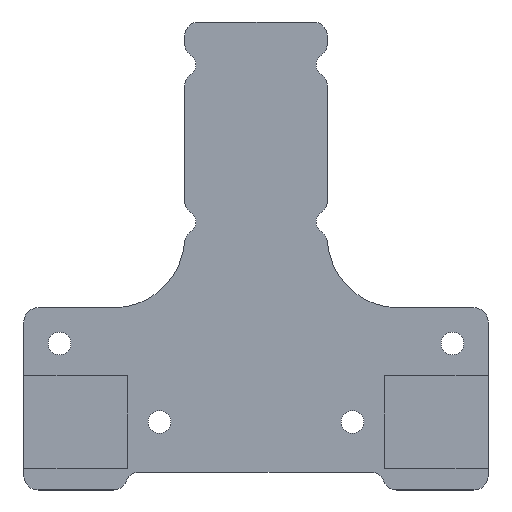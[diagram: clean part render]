
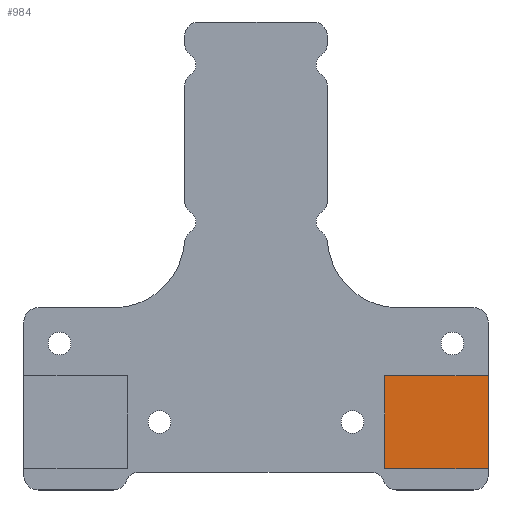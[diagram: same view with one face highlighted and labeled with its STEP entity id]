
A CAD part, top view. The second image highlights one B-rep face of the part: STEP entity #984.
In plain terms, the highlighted planar face has unit normal (0, 0, 1).
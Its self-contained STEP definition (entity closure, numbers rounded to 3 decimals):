
#40=PLANE('',#1104);
#88=FACE_OUTER_BOUND('',#146,.T.);
#146=EDGE_LOOP('',(#885,#886,#887,#888));
#223=LINE('',#1668,#311);
#230=LINE('',#1681,#318);
#232=LINE('',#1685,#320);
#233=LINE('',#1687,#321);
#311=VECTOR('',#1371,10.);
#318=VECTOR('',#1384,10.);
#320=VECTOR('',#1388,10.);
#321=VECTOR('',#1391,10.);
#473=VERTEX_POINT('',#1665);
#474=VERTEX_POINT('',#1667);
#477=VERTEX_POINT('',#1679);
#478=VERTEX_POINT('',#1683);
#607=EDGE_CURVE('',#473,#474,#223,.T.);
#614=EDGE_CURVE('',#477,#473,#230,.T.);
#616=EDGE_CURVE('',#478,#477,#232,.T.);
#617=EDGE_CURVE('',#474,#478,#233,.T.);
#885=ORIENTED_EDGE('',*,*,#617,.F.);
#886=ORIENTED_EDGE('',*,*,#607,.F.);
#887=ORIENTED_EDGE('',*,*,#614,.F.);
#888=ORIENTED_EDGE('',*,*,#616,.F.);
#984=ADVANCED_FACE('',(#88),#40,.F.);
#1104=AXIS2_PLACEMENT_3D('',#1688,#1392,#1393);
#1371=DIRECTION('',(0.,-1.,0.));
#1384=DIRECTION('',(1.,0.,0.));
#1388=DIRECTION('',(0.,1.,0.));
#1391=DIRECTION('',(-1.,0.,0.));
#1392=DIRECTION('center_axis',(0.,0.,-1.));
#1393=DIRECTION('ref_axis',(-1.,0.,0.));
#1665=CARTESIAN_POINT('',(32.5,27.5,-27.5));
#1667=CARTESIAN_POINT('',(32.5,14.5,-27.5));
#1668=CARTESIAN_POINT('',(32.5,29.,-27.5));
#1679=CARTESIAN_POINT('',(18.,27.5,-27.5));
#1681=CARTESIAN_POINT('',(18.,27.5,-27.5));
#1683=CARTESIAN_POINT('',(18.,14.5,-27.5));
#1685=CARTESIAN_POINT('',(18.,14.5,-27.5));
#1687=CARTESIAN_POINT('',(48.038,14.5,-27.5));
#1688=CARTESIAN_POINT('Origin',(25.25,21.,-27.5));
